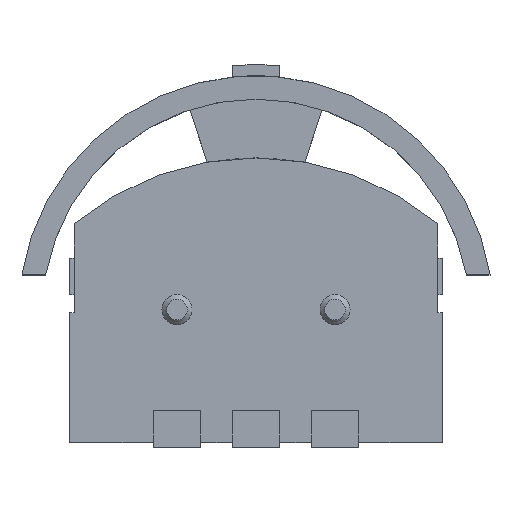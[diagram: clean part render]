
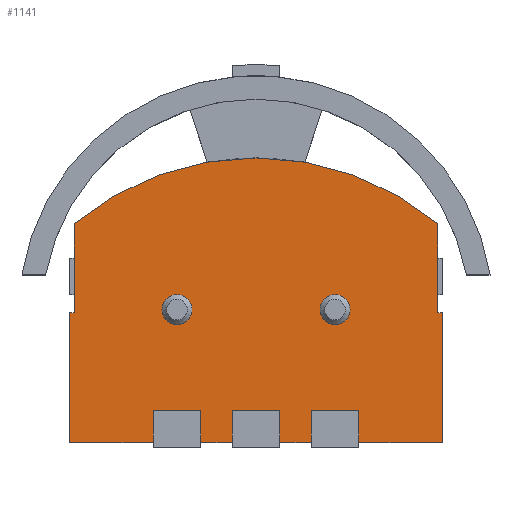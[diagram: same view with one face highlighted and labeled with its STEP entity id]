
A CAD part, top view. The second image highlights one B-rep face of the part: STEP entity #1141.
In plain terms, the highlighted planar face has unit normal (0, 0, 1).
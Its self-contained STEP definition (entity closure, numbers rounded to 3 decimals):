
#15=FACE_BOUND('',#164,.T.);
#16=FACE_BOUND('',#165,.T.);
#31=PLANE('',#1239);
#98=FACE_OUTER_BOUND('',#163,.T.);
#163=EDGE_LOOP('',(#858,#859,#860,#861,#862,#863,#864,#865,#866,#867,#868,
#869,#870,#871,#872,#873,#874,#875,#876,#877,#878,#879,#880,#881));
#164=EDGE_LOOP('',(#882));
#165=EDGE_LOOP('',(#883));
#249=LINE('',#1719,#393);
#250=LINE('',#1721,#394);
#251=LINE('',#1723,#395);
#252=LINE('',#1725,#396);
#253=LINE('',#1727,#397);
#254=LINE('',#1729,#398);
#255=LINE('',#1731,#399);
#256=LINE('',#1733,#400);
#257=LINE('',#1735,#401);
#258=LINE('',#1737,#402);
#259=LINE('',#1739,#403);
#260=LINE('',#1741,#404);
#261=LINE('',#1743,#405);
#262=LINE('',#1745,#406);
#263=LINE('',#1747,#407);
#264=LINE('',#1749,#408);
#265=LINE('',#1751,#409);
#266=LINE('',#1753,#410);
#267=LINE('',#1755,#411);
#268=LINE('',#1757,#412);
#269=LINE('',#1759,#413);
#270=LINE('',#1761,#414);
#271=LINE('',#1762,#415);
#393=VECTOR('',#1395,10.);
#394=VECTOR('',#1396,10.);
#395=VECTOR('',#1397,10.);
#396=VECTOR('',#1398,10.);
#397=VECTOR('',#1399,10.);
#398=VECTOR('',#1400,10.);
#399=VECTOR('',#1401,10.);
#400=VECTOR('',#1402,10.);
#401=VECTOR('',#1403,10.);
#402=VECTOR('',#1404,10.);
#403=VECTOR('',#1405,10.);
#404=VECTOR('',#1406,10.);
#405=VECTOR('',#1407,10.);
#406=VECTOR('',#1408,10.);
#407=VECTOR('',#1409,10.);
#408=VECTOR('',#1410,10.);
#409=VECTOR('',#1411,10.);
#410=VECTOR('',#1412,10.);
#411=VECTOR('',#1413,10.);
#412=VECTOR('',#1414,10.);
#413=VECTOR('',#1415,10.);
#414=VECTOR('',#1416,10.);
#415=VECTOR('',#1417,10.);
#508=CIRCLE('',#1209,0.475);
#511=CIRCLE('',#1215,0.475);
#525=CIRCLE('',#1240,9.);
#528=VERTEX_POINT('',#1614);
#531=VERTEX_POINT('',#1625);
#568=VERTEX_POINT('',#1715);
#569=VERTEX_POINT('',#1716);
#570=VERTEX_POINT('',#1718);
#571=VERTEX_POINT('',#1720);
#572=VERTEX_POINT('',#1722);
#573=VERTEX_POINT('',#1724);
#574=VERTEX_POINT('',#1726);
#575=VERTEX_POINT('',#1728);
#576=VERTEX_POINT('',#1730);
#577=VERTEX_POINT('',#1732);
#578=VERTEX_POINT('',#1734);
#579=VERTEX_POINT('',#1736);
#580=VERTEX_POINT('',#1738);
#581=VERTEX_POINT('',#1740);
#582=VERTEX_POINT('',#1742);
#583=VERTEX_POINT('',#1744);
#584=VERTEX_POINT('',#1746);
#585=VERTEX_POINT('',#1748);
#586=VERTEX_POINT('',#1750);
#587=VERTEX_POINT('',#1752);
#588=VERTEX_POINT('',#1754);
#589=VERTEX_POINT('',#1756);
#590=VERTEX_POINT('',#1758);
#591=VERTEX_POINT('',#1760);
#636=EDGE_CURVE('',#528,#528,#508,.T.);
#641=EDGE_CURVE('',#531,#531,#511,.T.);
#682=EDGE_CURVE('',#568,#569,#525,.T.);
#683=EDGE_CURVE('',#569,#570,#249,.T.);
#684=EDGE_CURVE('',#570,#571,#250,.T.);
#685=EDGE_CURVE('',#571,#572,#251,.T.);
#686=EDGE_CURVE('',#572,#573,#252,.T.);
#687=EDGE_CURVE('',#573,#574,#253,.T.);
#688=EDGE_CURVE('',#574,#575,#254,.T.);
#689=EDGE_CURVE('',#576,#575,#255,.T.);
#690=EDGE_CURVE('',#576,#577,#256,.T.);
#691=EDGE_CURVE('',#577,#578,#257,.T.);
#692=EDGE_CURVE('',#578,#579,#258,.T.);
#693=EDGE_CURVE('',#580,#579,#259,.T.);
#694=EDGE_CURVE('',#580,#581,#260,.T.);
#695=EDGE_CURVE('',#581,#582,#261,.T.);
#696=EDGE_CURVE('',#582,#583,#262,.T.);
#697=EDGE_CURVE('',#584,#583,#263,.T.);
#698=EDGE_CURVE('',#584,#585,#264,.T.);
#699=EDGE_CURVE('',#585,#586,#265,.T.);
#700=EDGE_CURVE('',#586,#587,#266,.T.);
#701=EDGE_CURVE('',#587,#588,#267,.T.);
#702=EDGE_CURVE('',#588,#589,#268,.T.);
#703=EDGE_CURVE('',#589,#590,#269,.T.);
#704=EDGE_CURVE('',#590,#591,#270,.T.);
#705=EDGE_CURVE('',#591,#568,#271,.T.);
#858=ORIENTED_EDGE('',*,*,#682,.T.);
#859=ORIENTED_EDGE('',*,*,#683,.T.);
#860=ORIENTED_EDGE('',*,*,#684,.T.);
#861=ORIENTED_EDGE('',*,*,#685,.T.);
#862=ORIENTED_EDGE('',*,*,#686,.T.);
#863=ORIENTED_EDGE('',*,*,#687,.T.);
#864=ORIENTED_EDGE('',*,*,#688,.T.);
#865=ORIENTED_EDGE('',*,*,#689,.F.);
#866=ORIENTED_EDGE('',*,*,#690,.T.);
#867=ORIENTED_EDGE('',*,*,#691,.T.);
#868=ORIENTED_EDGE('',*,*,#692,.T.);
#869=ORIENTED_EDGE('',*,*,#693,.F.);
#870=ORIENTED_EDGE('',*,*,#694,.T.);
#871=ORIENTED_EDGE('',*,*,#695,.T.);
#872=ORIENTED_EDGE('',*,*,#696,.T.);
#873=ORIENTED_EDGE('',*,*,#697,.F.);
#874=ORIENTED_EDGE('',*,*,#698,.T.);
#875=ORIENTED_EDGE('',*,*,#699,.T.);
#876=ORIENTED_EDGE('',*,*,#700,.T.);
#877=ORIENTED_EDGE('',*,*,#701,.T.);
#878=ORIENTED_EDGE('',*,*,#702,.T.);
#879=ORIENTED_EDGE('',*,*,#703,.T.);
#880=ORIENTED_EDGE('',*,*,#704,.T.);
#881=ORIENTED_EDGE('',*,*,#705,.T.);
#882=ORIENTED_EDGE('',*,*,#636,.T.);
#883=ORIENTED_EDGE('',*,*,#641,.T.);
#1141=ADVANCED_FACE('',(#98,#15,#16),#31,.T.);
#1209=AXIS2_PLACEMENT_3D('',#1616,#1302,#1303);
#1215=AXIS2_PLACEMENT_3D('',#1627,#1316,#1317);
#1239=AXIS2_PLACEMENT_3D('',#1714,#1391,#1392);
#1240=AXIS2_PLACEMENT_3D('',#1717,#1393,#1394);
#1302=DIRECTION('center_axis',(0.,0.,-1.));
#1303=DIRECTION('ref_axis',(1.,0.,0.));
#1316=DIRECTION('center_axis',(0.,0.,-1.));
#1317=DIRECTION('ref_axis',(1.,0.,0.));
#1391=DIRECTION('center_axis',(0.,0.,1.));
#1392=DIRECTION('ref_axis',(1.,0.,0.));
#1393=DIRECTION('center_axis',(0.,0.,1.));
#1394=DIRECTION('ref_axis',(0.656,0.755,0.));
#1395=DIRECTION('',(0.,-1.,0.));
#1396=DIRECTION('',(0.,-1.,0.));
#1397=DIRECTION('',(0.,-1.,0.));
#1398=DIRECTION('',(-1.,0.,0.));
#1399=DIRECTION('',(0.,-1.,0.));
#1400=DIRECTION('',(1.,0.,0.));
#1401=DIRECTION('',(0.,-1.,0.));
#1402=DIRECTION('',(1.,0.,0.));
#1403=DIRECTION('',(0.,-1.,0.));
#1404=DIRECTION('',(1.,0.,0.));
#1405=DIRECTION('',(0.,-1.,0.));
#1406=DIRECTION('',(1.,0.,0.));
#1407=DIRECTION('',(0.,-1.,0.));
#1408=DIRECTION('',(1.,0.,0.));
#1409=DIRECTION('',(0.,-1.,0.));
#1410=DIRECTION('',(1.,0.,0.));
#1411=DIRECTION('',(0.,-1.,0.));
#1412=DIRECTION('',(1.,0.,0.));
#1413=DIRECTION('',(0.,1.,0.));
#1414=DIRECTION('',(-1.,0.,0.));
#1415=DIRECTION('',(0.,1.,0.));
#1416=DIRECTION('',(0.,1.,0.));
#1417=DIRECTION('',(0.,1.,0.));
#1614=CARTESIAN_POINT('',(2.025,0.1,2.5));
#1616=CARTESIAN_POINT('Origin',(2.5,0.1,2.5));
#1625=CARTESIAN_POINT('',(-2.975,0.1,2.5));
#1627=CARTESIAN_POINT('Origin',(-2.5,0.1,2.5));
#1714=CARTESIAN_POINT('Origin',(0.,1.875,2.5));
#1715=CARTESIAN_POINT('',(5.75,2.824,2.5));
#1716=CARTESIAN_POINT('',(-5.75,2.824,2.5));
#1717=CARTESIAN_POINT('Origin',(0.,-4.1,2.5));
#1718=CARTESIAN_POINT('',(-5.75,1.725,2.5));
#1719=CARTESIAN_POINT('',(-5.75,2.824,2.5));
#1720=CARTESIAN_POINT('',(-5.75,0.575,2.5));
#1721=CARTESIAN_POINT('',(-5.75,2.824,2.5));
#1722=CARTESIAN_POINT('',(-5.75,0.,2.5));
#1723=CARTESIAN_POINT('',(-5.75,2.824,2.5));
#1724=CARTESIAN_POINT('',(-5.9,0.,2.5));
#1725=CARTESIAN_POINT('',(-5.9,0.,2.5));
#1726=CARTESIAN_POINT('',(-5.9,-4.1,2.5));
#1727=CARTESIAN_POINT('',(-5.9,-4.1,2.5));
#1728=CARTESIAN_POINT('',(-3.25,-4.1,2.5));
#1729=CARTESIAN_POINT('',(5.9,-4.1,2.5));
#1730=CARTESIAN_POINT('',(-3.25,-3.1,2.5));
#1731=CARTESIAN_POINT('',(-3.25,-1.112,2.5));
#1732=CARTESIAN_POINT('',(-1.75,-3.1,2.5));
#1733=CARTESIAN_POINT('',(-0.875,-3.1,2.5));
#1734=CARTESIAN_POINT('',(-1.75,-4.1,2.5));
#1735=CARTESIAN_POINT('',(-1.75,-1.188,2.5));
#1736=CARTESIAN_POINT('',(-0.75,-4.1,2.5));
#1737=CARTESIAN_POINT('',(-0.75,-4.1,2.5));
#1738=CARTESIAN_POINT('',(-0.75,-3.1,2.5));
#1739=CARTESIAN_POINT('',(-0.75,-1.113,2.5));
#1740=CARTESIAN_POINT('',(0.75,-3.1,2.5));
#1741=CARTESIAN_POINT('',(0.375,-3.1,2.5));
#1742=CARTESIAN_POINT('',(0.75,-4.1,2.5));
#1743=CARTESIAN_POINT('',(0.75,-1.188,2.5));
#1744=CARTESIAN_POINT('',(1.75,-4.1,2.5));
#1745=CARTESIAN_POINT('',(-0.75,-4.1,2.5));
#1746=CARTESIAN_POINT('',(1.75,-3.1,2.5));
#1747=CARTESIAN_POINT('',(1.75,-1.112,2.5));
#1748=CARTESIAN_POINT('',(3.25,-3.1,2.5));
#1749=CARTESIAN_POINT('',(1.625,-3.1,2.5));
#1750=CARTESIAN_POINT('',(3.25,-4.1,2.5));
#1751=CARTESIAN_POINT('',(3.25,-1.188,2.5));
#1752=CARTESIAN_POINT('',(5.9,-4.1,2.5));
#1753=CARTESIAN_POINT('',(5.9,-4.1,2.5));
#1754=CARTESIAN_POINT('',(5.9,0.,2.5));
#1755=CARTESIAN_POINT('',(5.9,0.,2.5));
#1756=CARTESIAN_POINT('',(5.75,0.,2.5));
#1757=CARTESIAN_POINT('',(-5.9,0.,2.5));
#1758=CARTESIAN_POINT('',(5.75,0.575,2.5));
#1759=CARTESIAN_POINT('',(5.75,0.575,2.5));
#1760=CARTESIAN_POINT('',(5.75,1.725,2.5));
#1761=CARTESIAN_POINT('',(5.75,0.575,2.5));
#1762=CARTESIAN_POINT('',(5.75,0.575,2.5));
